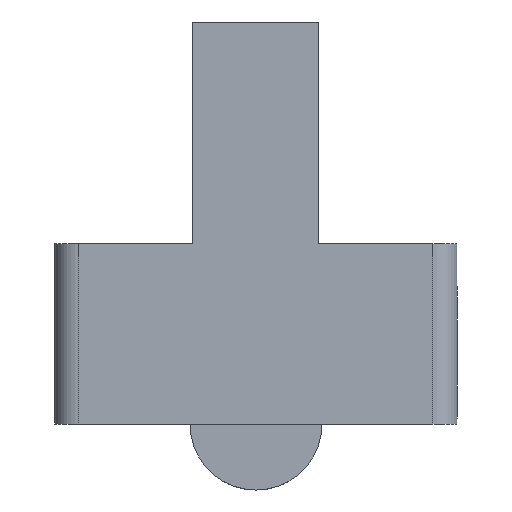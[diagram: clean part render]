
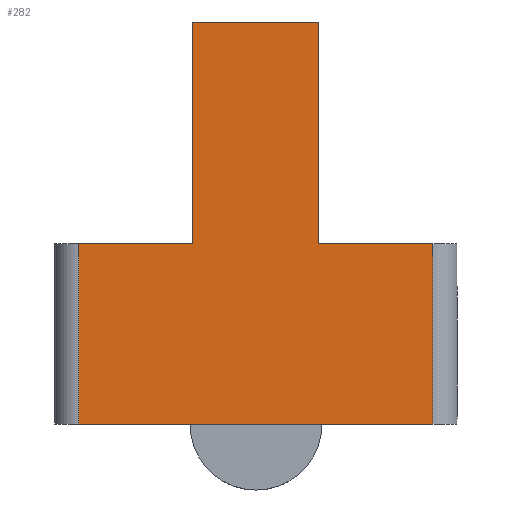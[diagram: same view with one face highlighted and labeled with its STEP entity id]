
A CAD part, left-side view. The second image highlights one B-rep face of the part: STEP entity #282.
In plain terms, the highlighted planar face has unit normal (-1, 0, 0).
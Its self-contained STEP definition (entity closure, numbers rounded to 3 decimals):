
#282 = ADVANCED_FACE( '', ( #353 ), #354, .F. );
#353 = FACE_OUTER_BOUND( '', #481, .T. );
#354 = PLANE( '', #482 );
#481 = EDGE_LOOP( '', ( #730, #731, #732, #733, #734, #735, #736, #737 ) );
#482 = AXIS2_PLACEMENT_3D( '', #738, #739, #740 );
#730 = ORIENTED_EDGE( '', *, *, #1115, .F. );
#731 = ORIENTED_EDGE( '', *, *, #1116, .T. );
#732 = ORIENTED_EDGE( '', *, *, #1108, .T. );
#733 = ORIENTED_EDGE( '', *, *, #1117, .T. );
#734 = ORIENTED_EDGE( '', *, *, #1118, .F. );
#735 = ORIENTED_EDGE( '', *, *, #1119, .T. );
#736 = ORIENTED_EDGE( '', *, *, #1120, .T. );
#737 = ORIENTED_EDGE( '', *, *, #1121, .F. );
#738 = CARTESIAN_POINT( '', ( -62.5, 33.5, 30. ) );
#739 = DIRECTION( '', ( 1., 0., 0. ) );
#740 = DIRECTION( '', ( 0., 0., -1. ) );
#1108 = EDGE_CURVE( '', #1267, #1265, #1268, .T. );
#1115 = EDGE_CURVE( '', #1279, #1280, #1281, .T. );
#1116 = EDGE_CURVE( '', #1279, #1267, #1282, .T. );
#1117 = EDGE_CURVE( '', #1265, #1283, #1284, .F. );
#1118 = EDGE_CURVE( '', #1285, #1283, #1286, .T. );
#1119 = EDGE_CURVE( '', #1285, #1287, #1288, .T. );
#1120 = EDGE_CURVE( '', #1287, #1289, #1290, .T. );
#1121 = EDGE_CURVE( '', #1280, #1289, #1291, .T. );
#1265 = VERTEX_POINT( '', #1684 );
#1267 = VERTEX_POINT( '', #1686 );
#1268 = LINE( '', #1687, #1688 );
#1279 = VERTEX_POINT( '', #1703 );
#1280 = VERTEX_POINT( '', #1704 );
#1281 = LINE( '', #1705, #1706 );
#1282 = LINE( '', #1707, #1708 );
#1283 = VERTEX_POINT( '', #1709 );
#1284 = LINE( '', #1710, #1711 );
#1285 = VERTEX_POINT( '', #1712 );
#1286 = LINE( '', #1713, #1714 );
#1287 = VERTEX_POINT( '', #1715 );
#1288 = LINE( '', #1716, #1717 );
#1289 = VERTEX_POINT( '', #1718 );
#1290 = LINE( '', #1719, #1720 );
#1291 = LINE( '', #1721, #1722 );
#1684 = CARTESIAN_POINT( '', ( -62.5, -29.5, 0. ) );
#1686 = CARTESIAN_POINT( '', ( -62.5, 29.5, 0. ) );
#1687 = CARTESIAN_POINT( '', ( -62.5, 33.5, 0. ) );
#1688 = VECTOR( '', #1989, 1000. );
#1703 = CARTESIAN_POINT( '', ( -62.5, 29.5, 30. ) );
#1704 = CARTESIAN_POINT( '', ( -62.5, 10.5, 30. ) );
#1705 = CARTESIAN_POINT( '', ( -62.5, 33.5, 30. ) );
#1706 = VECTOR( '', #2000, 1000. );
#1707 = CARTESIAN_POINT( '', ( -62.5, 29.5, 30. ) );
#1708 = VECTOR( '', #2001, 1000. );
#1709 = CARTESIAN_POINT( '', ( -62.5, -29.5, 30. ) );
#1710 = CARTESIAN_POINT( '', ( -62.5, -29.5, 30. ) );
#1711 = VECTOR( '', #2002, 1000. );
#1712 = CARTESIAN_POINT( '', ( -62.5, -10.5, 30. ) );
#1713 = CARTESIAN_POINT( '', ( -62.5, 33.5, 30. ) );
#1714 = VECTOR( '', #2003, 1000. );
#1715 = CARTESIAN_POINT( '', ( -62.5, -10.5, 67. ) );
#1716 = CARTESIAN_POINT( '', ( -62.5, -10.5, 67. ) );
#1717 = VECTOR( '', #2004, 1000. );
#1718 = CARTESIAN_POINT( '', ( -62.5, 10.5, 67. ) );
#1719 = CARTESIAN_POINT( '', ( -62.5, -10.5, 67. ) );
#1720 = VECTOR( '', #2005, 1000. );
#1721 = CARTESIAN_POINT( '', ( -62.5, 10.5, 67. ) );
#1722 = VECTOR( '', #2006, 1000. );
#1989 = DIRECTION( '', ( 0., -1., 0. ) );
#2000 = DIRECTION( '', ( 0., -1., 0. ) );
#2001 = DIRECTION( '', ( 0., 0., -1. ) );
#2002 = DIRECTION( '', ( 0., 0., -1. ) );
#2003 = DIRECTION( '', ( 0., -1., 0. ) );
#2004 = DIRECTION( '', ( 0., 0., 1. ) );
#2005 = DIRECTION( '', ( 0., 1., 0. ) );
#2006 = DIRECTION( '', ( 0., 0., 1. ) );
